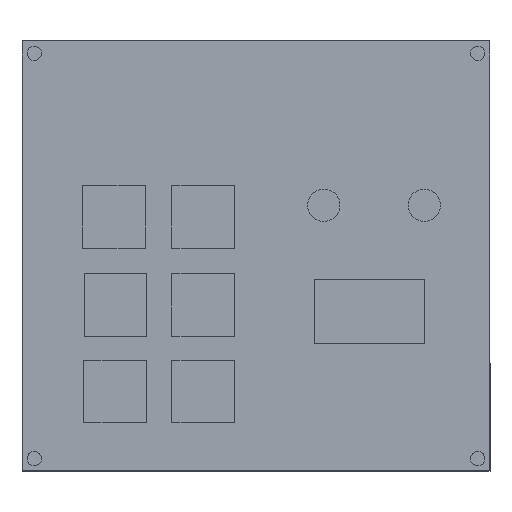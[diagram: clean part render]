
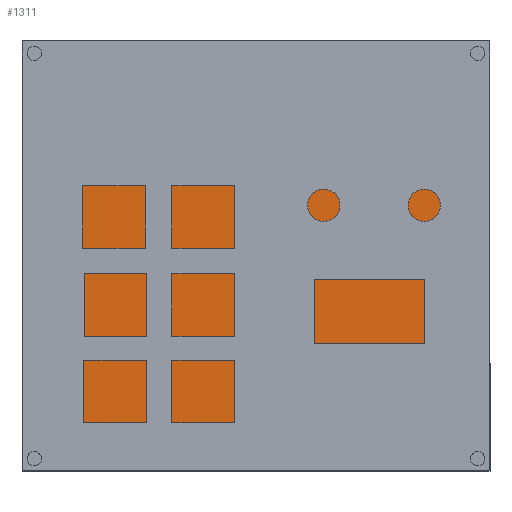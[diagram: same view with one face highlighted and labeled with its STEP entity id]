
A CAD part, top view. The second image highlights one B-rep face of the part: STEP entity #1311.
In plain terms, the highlighted planar face has unit normal (0, 0, 1).
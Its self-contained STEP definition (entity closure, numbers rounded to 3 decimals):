
#107=PLANE('',#1425);
#173=FACE_OUTER_BOUND('',#269,.T.);
#269=EDGE_LOOP('',(#1217,#1218,#1219,#1220));
#417=LINE('',#2092,#571);
#423=LINE('',#2117,#577);
#424=LINE('',#2118,#578);
#425=LINE('',#2119,#579);
#571=VECTOR('',#1717,10.);
#577=VECTOR('',#1749,10.);
#578=VECTOR('',#1750,10.);
#579=VECTOR('',#1751,10.);
#711=VERTEX_POINT('',#2089);
#712=VERTEX_POINT('',#2091);
#717=VERTEX_POINT('',#2115);
#718=VERTEX_POINT('',#2116);
#877=EDGE_CURVE('',#711,#712,#417,.T.);
#887=EDGE_CURVE('',#717,#718,#423,.T.);
#888=EDGE_CURVE('',#712,#717,#424,.T.);
#889=EDGE_CURVE('',#718,#711,#425,.T.);
#1217=ORIENTED_EDGE('',*,*,#887,.F.);
#1218=ORIENTED_EDGE('',*,*,#888,.F.);
#1219=ORIENTED_EDGE('',*,*,#877,.F.);
#1220=ORIENTED_EDGE('',*,*,#889,.F.);
#1311=ADVANCED_FACE('',(#173),#107,.T.);
#1425=AXIS2_PLACEMENT_3D('',#2114,#1747,#1748);
#1717=DIRECTION('',(1.,0.,0.));
#1747=DIRECTION('center_axis',(0.,0.,1.));
#1748=DIRECTION('ref_axis',(1.,0.,0.));
#1749=DIRECTION('',(-1.,0.,0.));
#1750=DIRECTION('',(0.,-1.,0.));
#1751=DIRECTION('',(0.,1.,0.));
#2089=CARTESIAN_POINT('',(-50.669,48.914,3.));
#2091=CARTESIAN_POINT('',(43.831,48.914,3.));
#2092=CARTESIAN_POINT('',(-27.044,48.914,3.));
#2114=CARTESIAN_POINT('Origin',(-3.419,5.914,3.));
#2115=CARTESIAN_POINT('',(43.831,-37.086,3.));
#2116=CARTESIAN_POINT('',(-50.669,-37.086,3.));
#2117=CARTESIAN_POINT('',(20.206,-37.086,3.));
#2118=CARTESIAN_POINT('',(43.831,27.414,3.));
#2119=CARTESIAN_POINT('',(-50.669,-15.586,3.));
